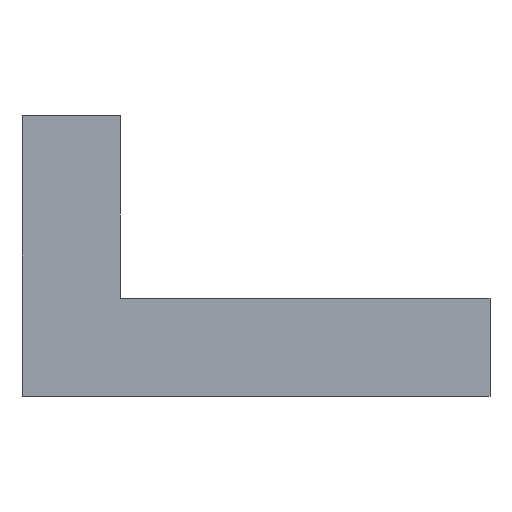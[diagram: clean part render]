
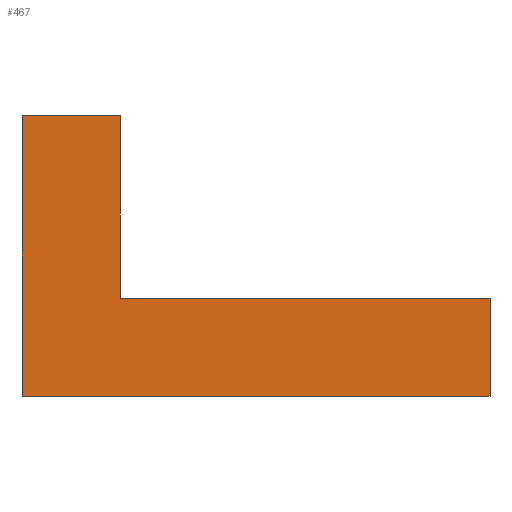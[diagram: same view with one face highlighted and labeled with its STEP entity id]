
A CAD part, front view. The second image highlights one B-rep face of the part: STEP entity #467.
In plain terms, the highlighted planar face has unit normal (0, -1, 0).
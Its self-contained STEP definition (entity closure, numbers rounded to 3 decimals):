
#281=EDGE_CURVE('',#303,#543,#799,.T.);
#303=VERTEX_POINT('',#824);
#307=EDGE_CURVE('',#335,#303,#828,.T.);
#327=EDGE_CURVE('',#361,#335,#848,.T.);
#335=VERTEX_POINT('',#856);
#355=EDGE_CURVE('',#385,#371,#881,.T.);
#357=EDGE_CURVE('',#371,#361,#883,.T.);
#361=VERTEX_POINT('',#887);
#371=VERTEX_POINT('',#897);
#385=VERTEX_POINT('',#912);
#415=EDGE_CURVE('',#543,#385,#943,.T.);
#467=ADVANCED_FACE('',(#999),#1000,.T.);
#543=VERTEX_POINT('',#1085);
#799=LINE('',#1363,#1364);
#824=CARTESIAN_POINT('',(105.0,-20.0,22.0));
#828=LINE('',#1407,#1408);
#848=LINE('',#1439,#1440);
#856=CARTESIAN_POINT('',(22.0,-20.0,22.0));
#881=LINE('',#1486,#1487);
#883=LINE('',#1490,#1491);
#887=CARTESIAN_POINT('',(22.0,-20.0,63.0));
#897=CARTESIAN_POINT('',(0.0,-20.0,63.0));
#912=CARTESIAN_POINT('',(0.0,-20.0,0.));
#943=LINE('',#1581,#1582);
#999=FACE_OUTER_BOUND('',#1661,.T.);
#1000=PLANE('',#1662);
#1085=CARTESIAN_POINT('',(105.0,-20.0,0.));
#1363=CARTESIAN_POINT('',(105.0,-20.0,0.));
#1364=VECTOR('',#2133,1.0);
#1407=CARTESIAN_POINT('',(105.0,-20.0,22.0));
#1408=VECTOR('',#2175,1.0);
#1439=CARTESIAN_POINT('',(22.0,-20.0,22.0));
#1440=VECTOR('',#2181,1.0);
#1486=CARTESIAN_POINT('',(0.0,-20.0,63.0));
#1487=VECTOR('',#2232,1.0);
#1490=CARTESIAN_POINT('',(22.0,-20.0,63.0));
#1491=VECTOR('',#2233,1.0);
#1581=CARTESIAN_POINT('',(0.0,-20.0,0.));
#1582=VECTOR('',#2267,1.0);
#1661=EDGE_LOOP('',(#2323,#2324,#2325,#2326,#2327,#2328));
#1662=AXIS2_PLACEMENT_3D('',#2329,#2330,#2331);
#2133=DIRECTION('',(0.0,0.,-1.0));
#2175=DIRECTION('',(1.0,0.0,0.0));
#2181=DIRECTION('',(0.0,0.,-1.0));
#2232=DIRECTION('',(0.0,0.,1.0));
#2233=DIRECTION('',(1.0,0.0,0.0));
#2267=DIRECTION('',(-1.0,0.0,0.0));
#2323=ORIENTED_EDGE('',*,*,#415,.F.);
#2324=ORIENTED_EDGE('',*,*,#281,.F.);
#2325=ORIENTED_EDGE('',*,*,#307,.F.);
#2326=ORIENTED_EDGE('',*,*,#327,.F.);
#2327=ORIENTED_EDGE('',*,*,#357,.F.);
#2328=ORIENTED_EDGE('',*,*,#355,.F.);
#2329=CARTESIAN_POINT('',(42.372,-20.0,21.372));
#2330=DIRECTION('',(0.0,-1.0,0.));
#2331=DIRECTION('',(1.0,0.0,0.0));
